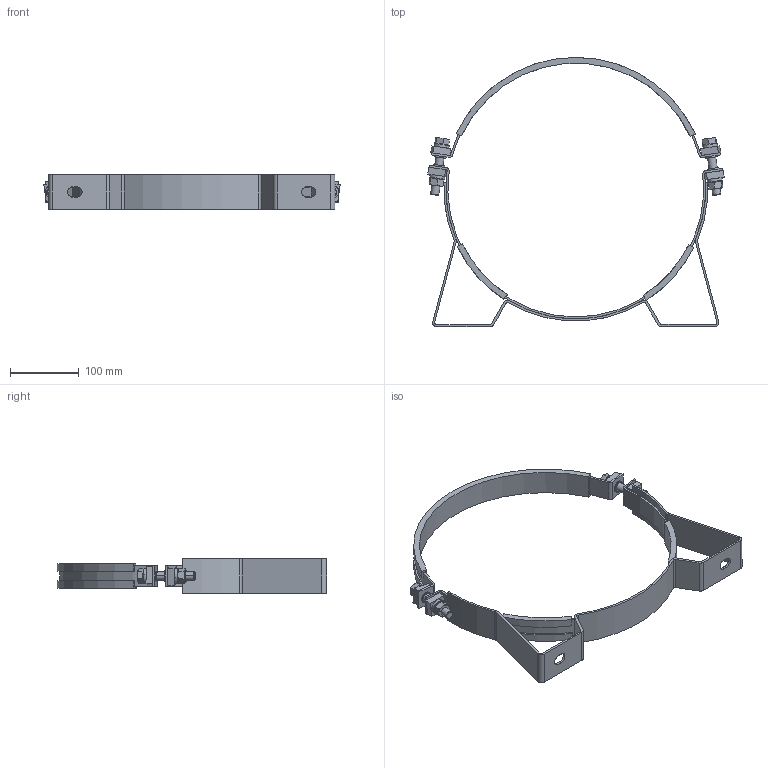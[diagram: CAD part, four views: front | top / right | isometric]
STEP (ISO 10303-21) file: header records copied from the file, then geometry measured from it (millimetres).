
FILE_DESCRIPTION((''),'2;1');
FILE_NAME('CO201274-03625.stp','2010-07-29T13:00:01',(''),(''),'Mechanical Desktop 2009','Mechanical Desktop 2009',', , ');
FILE_SCHEMA(('CONFIG_CONTROL_DESIGN'));
Length unit declared in the file: millimetre
Products named in the file (21): CO201274-03625; CAOUTCOUC1; CO201243-03600; CO201243-3A; CO201243-3; SUPPORT|GABARITMDT4; SUPPORT|GABARIT; CO201243-2A; CO201243-2; CO201243-1; PIECE1; AD201237-03600; AD201237-03600A; CO201243-03600|GABARITMDT4; CO201243-03600|GABARIT; VI007177-04700; VI007177-03600; EC102877-01200; EC102877-01200A; GABARITMDT4; GABARIT
Assembly tree (25 placements, depth 5):
  CO201274-03625
    CAOUTCOUC1
    CO201243-03600
      CO201243-3A
        CO201243-3
        SUPPORT|GABARITMDT4
          SUPPORT|GABARIT
      CO201243-2A
        CO201243-2
      CO201243-1
        PIECE1
      AD201237-03600  x4
        AD201237-03600A
      CO201243-03600|GABARITMDT4
        CO201243-03600|GABARIT
    VI007177-04700  x2
      VI007177-03600
    EC102877-01200  x2
      EC102877-01200A
    GABARITMDT4
      GABARIT
Bounding box: 430.99 x 391.51 x 50 mm (x, y, z)
Volume: 395442.9 mm3; surface area: 285419.4 mm2
Topology: 14 solids, 14 shells, 278 faces, 676 edges, 436 vertices
Faces by surface type: plane 130, cylinder 100, cone 44, torus 4
Entity records: 6181 total; most frequent: CARTESIAN_POINT 1097, DIRECTION 1082, ORIENTED_EDGE 966, EDGE_CURVE 483, AXIS2_PLACEMENT_3D 426, VERTEX_POINT 315, VECTOR 230, LINE 230
